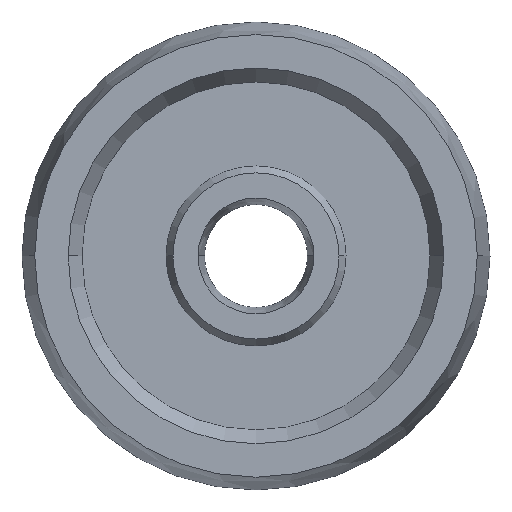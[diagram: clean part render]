
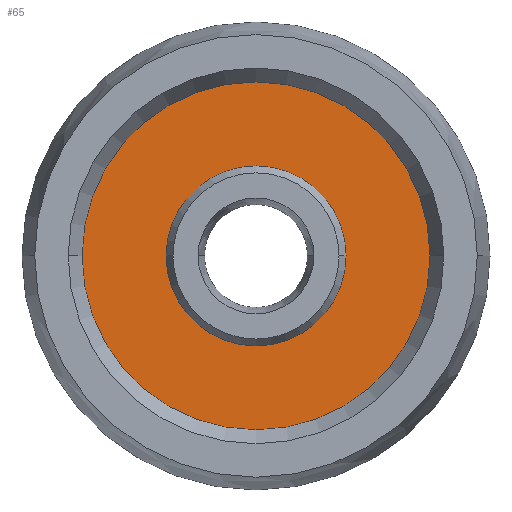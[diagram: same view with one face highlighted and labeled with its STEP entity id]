
A CAD part, top view. The second image highlights one B-rep face of the part: STEP entity #65.
In plain terms, the highlighted planar face has unit normal (0, 0, 1).
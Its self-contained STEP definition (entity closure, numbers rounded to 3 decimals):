
#65=ADVANCED_FACE('',(#136,#137),#138,.F.);
#136=FACE_OUTER_BOUND('',#209,.T.);
#137=FACE_BOUND('',#210,.T.);
#138=PLANE('',#211);
#209=EDGE_LOOP('',(#325,#326));
#210=EDGE_LOOP('',(#327,#328));
#211=AXIS2_PLACEMENT_3D('',#329,#330,#331);
#325=ORIENTED_EDGE('',*,*,#436,.F.);
#326=ORIENTED_EDGE('',*,*,#433,.T.);
#327=ORIENTED_EDGE('',*,*,#438,.F.);
#328=ORIENTED_EDGE('',*,*,#439,.T.);
#329=CARTESIAN_POINT('',(0.0,0.,4.0));
#330=DIRECTION('',(0.0,0.0,-1.0));
#331=DIRECTION('',(0.0,-1.0,0.0));
#433=EDGE_CURVE('',#507,#505,#508,.T.);
#436=EDGE_CURVE('',#507,#505,#511,.T.);
#438=EDGE_CURVE('',#513,#514,#515,.T.);
#439=EDGE_CURVE('',#513,#514,#516,.T.);
#505=VERTEX_POINT('',#596);
#507=VERTEX_POINT('',#599);
#508=CIRCLE('',#600,15.572);
#511=CIRCLE('',#604,15.572);
#513=VERTEX_POINT('',#606);
#514=VERTEX_POINT('',#607);
#515=CIRCLE('',#608,7.5);
#516=CIRCLE('',#609,7.5);
#596=CARTESIAN_POINT('',(-15.572,0.,4.0));
#599=CARTESIAN_POINT('',(15.572,0.,4.0));
#600=AXIS2_PLACEMENT_3D('',#695,#696,#697);
#604=AXIS2_PLACEMENT_3D('',#699,#700,#701);
#606=CARTESIAN_POINT('',(7.5,0.,4.0));
#607=CARTESIAN_POINT('',(-7.5,0.,4.0));
#608=AXIS2_PLACEMENT_3D('',#702,#703,#704);
#609=AXIS2_PLACEMENT_3D('',#705,#706,#707);
#695=CARTESIAN_POINT('',(0.0,0.,4.));
#696=DIRECTION('',(0.0,0.0,1.0));
#697=DIRECTION('',(1.0,0.0,0.0));
#699=CARTESIAN_POINT('',(0.0,0.,4.));
#700=DIRECTION('',(0.0,0.0,-1.0));
#701=DIRECTION('',(1.0,0.0,0.0));
#702=CARTESIAN_POINT('',(0.0,0.,4.0));
#703=DIRECTION('',(0.0,0.0,1.0));
#704=DIRECTION('',(1.0,0.0,0.0));
#705=CARTESIAN_POINT('',(0.0,0.,4.0));
#706=DIRECTION('',(0.0,0.0,-1.0));
#707=DIRECTION('',(1.0,0.0,0.0));
